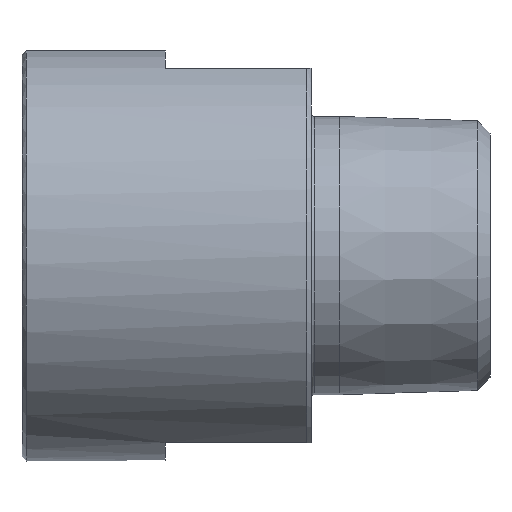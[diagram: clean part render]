
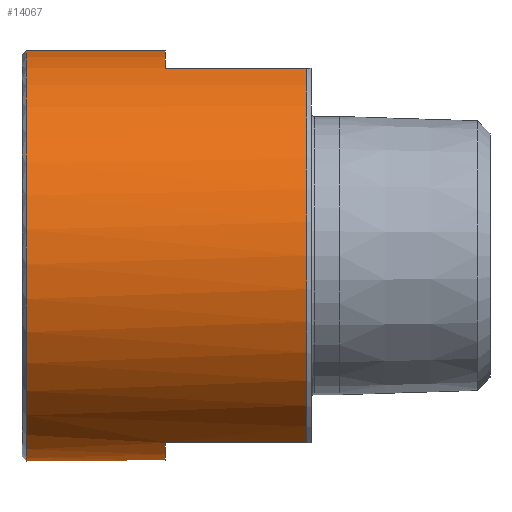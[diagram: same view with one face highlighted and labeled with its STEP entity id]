
A CAD part, front view. The second image highlights one B-rep face of the part: STEP entity #14067.
In plain terms, the highlighted cylindrical face has radius 19.75 mm (diameter 39.5 mm), a full revolution.
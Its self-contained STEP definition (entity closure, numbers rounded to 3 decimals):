
#192 = DIRECTION ( 'NONE',  ( 0., 0., 1. ) ) ;
#286 = VERTEX_POINT ( 'NONE', #15686 ) ;
#386 = DIRECTION ( 'NONE',  ( 0., 0., 1. ) ) ;
#667 = DIRECTION ( 'NONE',  ( -1., 0., 0. ) ) ;
#889 = CIRCLE ( 'NONE', #12649, 19.75 ) ;
#951 = VERTEX_POINT ( 'NONE', #7541 ) ;
#1312 = CARTESIAN_POINT ( 'NONE',  ( 13.79, -8.128, 18. ) ) ;
#1329 = EDGE_CURVE ( 'NONE', #11938, #286, #10863, .T. ) ;
#1377 = EDGE_CURVE ( 'NONE', #6835, #14534, #4212, .T. ) ;
#1734 = CARTESIAN_POINT ( 'NONE',  ( 0.4, 0., -19.75 ) ) ;
#1966 = DIRECTION ( 'NONE',  ( 1., 0., 0. ) ) ;
#2076 = CARTESIAN_POINT ( 'NONE',  ( 0., -8.128, 18. ) ) ;
#2555 = DIRECTION ( 'NONE',  ( 0., 0., 1. ) ) ;
#2873 = CARTESIAN_POINT ( 'NONE',  ( 27.39, 0., 0. ) ) ;
#2959 = VERTEX_POINT ( 'NONE', #16602 ) ;
#2977 = LINE ( 'NONE', #14549, #15063 ) ;
#3134 = DIRECTION ( 'NONE',  ( 0., 0., -1. ) ) ;
#3300 = CARTESIAN_POINT ( 'NONE',  ( 0.4, 0., 0. ) ) ;
#3317 = CARTESIAN_POINT ( 'NONE',  ( 0., 8.128, -18. ) ) ;
#3324 = EDGE_LOOP ( 'NONE', ( #13228, #13144, #7575, #13525, #4865, #13522, #10511, #5237 ) ) ;
#3992 = VERTEX_POINT ( 'NONE', #11163 ) ;
#4212 = CIRCLE ( 'NONE', #13602, 19.75 ) ;
#4356 = DIRECTION ( 'NONE',  ( -1., 0., 0. ) ) ;
#4500 = ORIENTED_EDGE ( 'NONE', *, *, #5801, .T. ) ;
#4505 = FACE_OUTER_BOUND ( 'NONE', #7774, .T. ) ;
#4540 = VERTEX_POINT ( 'NONE', #14707 ) ;
#4865 = ORIENTED_EDGE ( 'NONE', *, *, #1329, .F. ) ;
#5237 = ORIENTED_EDGE ( 'NONE', *, *, #1377, .T. ) ;
#5554 = CIRCLE ( 'NONE', #14948, 19.75 ) ;
#5614 = CARTESIAN_POINT ( 'NONE',  ( 27.39, 0., 0. ) ) ;
#5798 = CIRCLE ( 'NONE', #11445, 19.75 ) ;
#5801 = EDGE_CURVE ( 'NONE', #15499, #15499, #889, .T. ) ;
#5824 = DIRECTION ( 'NONE',  ( -1., 0., 0. ) ) ;
#5827 = VECTOR ( 'NONE', #5824, 1000. ) ;
#6699 = EDGE_CURVE ( 'NONE', #2959, #14534, #2977, .T. ) ;
#6737 = CARTESIAN_POINT ( 'NONE',  ( 27.39, -8.128, -18. ) ) ;
#6835 = VERTEX_POINT ( 'NONE', #1312 ) ;
#7161 = CARTESIAN_POINT ( 'NONE',  ( 0., -8.128, -18. ) ) ;
#7246 = CARTESIAN_POINT ( 'NONE',  ( 13.79, 0., 0. ) ) ;
#7346 = DIRECTION ( 'NONE',  ( -1., 0., 0. ) ) ;
#7465 = LINE ( 'NONE', #3317, #11930 ) ;
#7541 = CARTESIAN_POINT ( 'NONE',  ( 27.39, 8.128, -18. ) ) ;
#7575 = ORIENTED_EDGE ( 'NONE', *, *, #11117, .T. ) ;
#7774 = EDGE_LOOP ( 'NONE', ( #4500 ) ) ;
#9066 = DIRECTION ( 'NONE',  ( -1., 0., 0. ) ) ;
#9506 = CARTESIAN_POINT ( 'NONE',  ( 13.79, 0., 0. ) ) ;
#9628 = DIRECTION ( 'NONE',  ( -1., 0., 0. ) ) ;
#9631 = FACE_OUTER_BOUND ( 'NONE', #3324, .T. ) ;
#9776 = DIRECTION ( 'NONE',  ( -1., 0., 0. ) ) ;
#9916 = EDGE_CURVE ( 'NONE', #4540, #6835, #13732, .T. ) ;
#10511 = ORIENTED_EDGE ( 'NONE', *, *, #9916, .T. ) ;
#10863 = LINE ( 'NONE', #7161, #5827 ) ;
#10959 = DIRECTION ( 'NONE',  ( -1., 0., 0. ) ) ;
#11117 = EDGE_CURVE ( 'NONE', #951, #3992, #7465, .T. ) ;
#11140 = CIRCLE ( 'NONE', #11681, 19.75 ) ;
#11163 = CARTESIAN_POINT ( 'NONE',  ( 13.79, 8.128, -18. ) ) ;
#11323 = CYLINDRICAL_SURFACE ( 'NONE', #14354, 19.75 ) ;
#11445 = AXIS2_PLACEMENT_3D ( 'NONE', #2873, #9066, #386 ) ;
#11681 = AXIS2_PLACEMENT_3D ( 'NONE', #5614, #4356, #192 ) ;
#11930 = VECTOR ( 'NONE', #667, 1000. ) ;
#11938 = VERTEX_POINT ( 'NONE', #6737 ) ;
#12154 = VECTOR ( 'NONE', #9628, 1000. ) ;
#12208 = DIRECTION ( 'NONE',  ( 0., 0., -1. ) ) ;
#12649 = AXIS2_PLACEMENT_3D ( 'NONE', #3300, #1966, #12208 ) ;
#13056 = EDGE_CURVE ( 'NONE', #11938, #4540, #11140, .T. ) ;
#13144 = ORIENTED_EDGE ( 'NONE', *, *, #14298, .T. ) ;
#13228 = ORIENTED_EDGE ( 'NONE', *, *, #6699, .F. ) ;
#13522 = ORIENTED_EDGE ( 'NONE', *, *, #13056, .T. ) ;
#13525 = ORIENTED_EDGE ( 'NONE', *, *, #16319, .T. ) ;
#13602 = AXIS2_PLACEMENT_3D ( 'NONE', #7246, #9776, #13788 ) ;
#13732 = LINE ( 'NONE', #2076, #12154 ) ;
#13788 = DIRECTION ( 'NONE',  ( 0., 0., -1. ) ) ;
#14067 = ADVANCED_FACE ( 'NONE', ( #4505, #9631 ), #11323, .T. ) ;
#14298 = EDGE_CURVE ( 'NONE', #2959, #951, #5798, .T. ) ;
#14354 = AXIS2_PLACEMENT_3D ( 'NONE', #15238, #7346, #2555 ) ;
#14534 = VERTEX_POINT ( 'NONE', #16247 ) ;
#14549 = CARTESIAN_POINT ( 'NONE',  ( 0., 8.128, 18. ) ) ;
#14622 = DIRECTION ( 'NONE',  ( -1., 0., 0. ) ) ;
#14707 = CARTESIAN_POINT ( 'NONE',  ( 27.39, -8.128, 18. ) ) ;
#14948 = AXIS2_PLACEMENT_3D ( 'NONE', #9506, #14622, #3134 ) ;
#15063 = VECTOR ( 'NONE', #10959, 1000. ) ;
#15238 = CARTESIAN_POINT ( 'NONE',  ( 0., 0., 0. ) ) ;
#15499 = VERTEX_POINT ( 'NONE', #1734 ) ;
#15686 = CARTESIAN_POINT ( 'NONE',  ( 13.79, -8.128, -18. ) ) ;
#16247 = CARTESIAN_POINT ( 'NONE',  ( 13.79, 8.128, 18. ) ) ;
#16319 = EDGE_CURVE ( 'NONE', #3992, #286, #5554, .T. ) ;
#16602 = CARTESIAN_POINT ( 'NONE',  ( 27.39, 8.128, 18. ) ) ;
